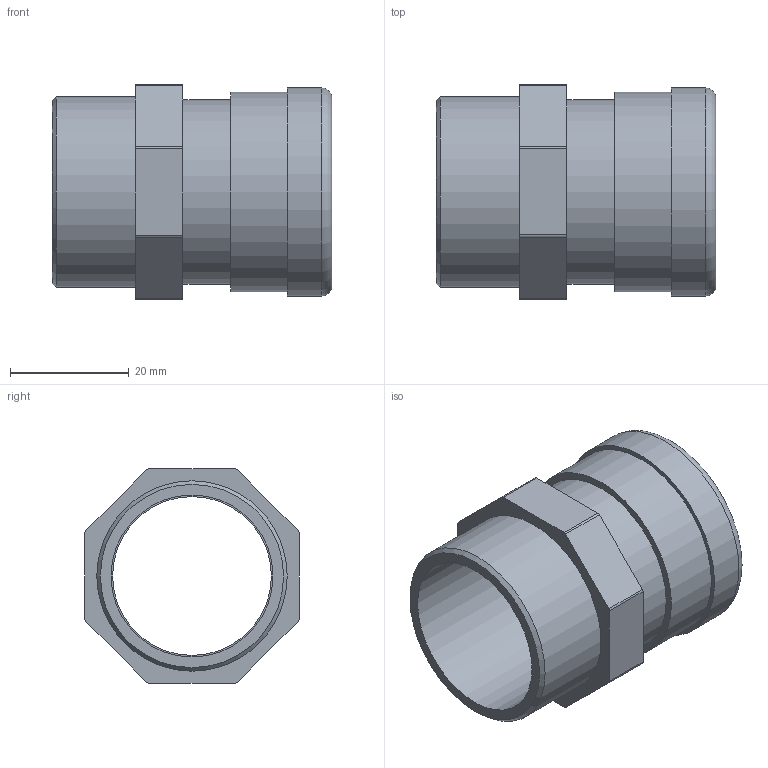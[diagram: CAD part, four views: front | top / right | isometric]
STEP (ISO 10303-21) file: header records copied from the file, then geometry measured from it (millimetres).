
FILE_DESCRIPTION(/* description */ ('PVC Transition Adapter, Spigot to Female Threads, Ø32 - 3/4", PN16'),/* implementation_level */ '2;1');
FILE_NAME(/* name */ 'SF17U-032-R020',/* time_stamp */ '2022-08-04T16:51:32+02:00',/* author */ ('COAB Solutions'),/* organization */ ('GPA Flowsystem'),/* preprocessor_version */ 'ST-DEVELOPER v18.1',/* originating_system */ 'www.coabsolutions.com',/* authorisation */ '');
FILE_SCHEMA (('AUTOMOTIVE_DESIGN { 1 0 10303 214 3 1 1 }'));
Length unit declared in the file: millimetre
Products named in the file (1): SF17U-032-R020
Bounding box: 47.05 x 36 x 36 mm (x, y, z)
Volume: 14448.9 mm3; surface area: 10349.9 mm2
Topology: 1 solids, 1 shells, 34 faces, 78 edges, 52 vertices
Faces by surface type: plane 16, cylinder 15, torus 2, cone 1
Full cylindrical faces by diameter (mm): 26.7 x2, 27.2 x1, 31 x1, 32 x1, 33.5 x1, 35 x1
Entity records: 1051 total; most frequent: DIRECTION 186, CARTESIAN_POINT 165, ORIENTED_EDGE 156, EDGE_CURVE 78, AXIS2_PLACEMENT_3D 73, VERTEX_POINT 52, EDGE_LOOP 42, LINE 40
